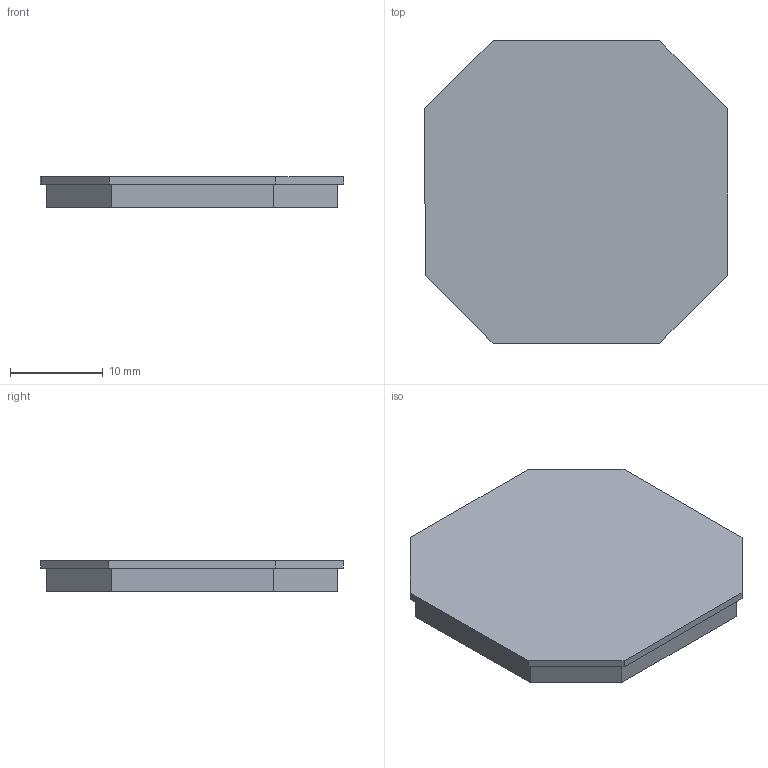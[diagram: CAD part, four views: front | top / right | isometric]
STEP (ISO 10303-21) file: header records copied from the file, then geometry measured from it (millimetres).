
FILE_DESCRIPTION(/* description */ (''),/* implementation_level */ '2;1');
FILE_NAME(/* name */ 'cap.step',/* time_stamp */ '2023-11-08T15:42:48Z',/* author */ (''),/* organization */ (''),/* preprocessor_version */ 'ST-DEVELOPER v20',/* originating_system */ 'Autodesk Translation Framework v12.14.0.127',/* authorisation */ '');
FILE_SCHEMA (('AUTOMOTIVE_DESIGN { 1 0 10303 214 3 1 1 }'));
Length unit declared in the file: millimetre
Products named in the file (1): cap
Bounding box: 32.63 x 32.53 x 3.3 mm (x, y, z)
Volume: 647.2 mm3; surface area: 2566.7 mm2
Topology: 1 solids, 1 shells, 28 faces, 72 edges, 48 vertices
Faces by surface type: plane 28
Entity records: 876 total; most frequent: CARTESIAN_POINT 149, ORIENTED_EDGE 144, DIRECTION 130, LINE 72, VECTOR 72, EDGE_CURVE 72, VERTEX_POINT 48, EDGE_LOOP 30
